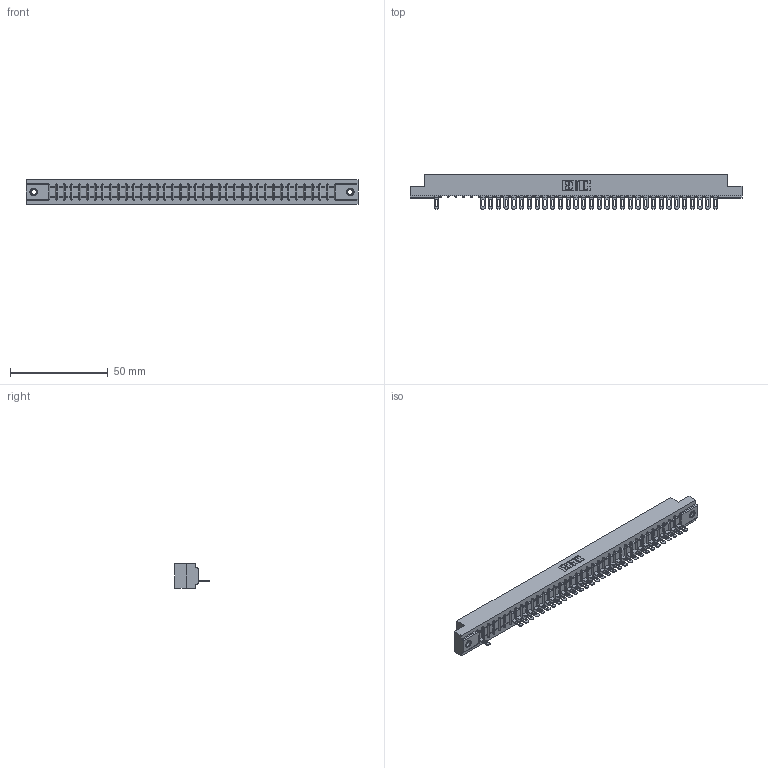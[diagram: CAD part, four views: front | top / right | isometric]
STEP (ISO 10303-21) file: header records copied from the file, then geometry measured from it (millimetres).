
FILE_DESCRIPTION (( 'STEP AP203' ), '1' );
FILE_NAME ('357-037-501-107.STEP', '2018-08-10T07:43:28', ( '' ), ( '' ), 'SwSTEP 2.0', 'SolidWorks 2016', '' );
FILE_SCHEMA (( 'CONFIG_CONTROL_DESIGN' ));
Length unit declared in the file: inch
Products named in the file (4): 357-037-501-107; 307 Part_.156 Dia Mounting Holes; 307-290-002_501; 345-250-001_345-250-005-103
Assembly tree (35 placements, depth 2):
  357-037-501-107
    307 Part_.156 Dia Mounting Holes
    307-290-002_501  x32
    345-250-001_345-250-005-103  x2
Bounding box: 169.62 x 17.42 x 12.7 mm (x, y, z)
Volume: 17984 mm3; surface area: 21824.8 mm2
Topology: 35 solids, 35 shells, 2748 faces, 8395 edges, 5486 vertices
Faces by surface type: plane 1570, cylinder 1086, sphere 76, cone 12, torus 4
Entity records: 34155 total; most frequent: CARTESIAN_POINT 5762, ORIENTED_EDGE 5750, DIRECTION 5609, EDGE_CURVE 2875, LINE 2195, VECTOR 2195, VERTEX_POINT 1860, AXIS2_PLACEMENT_3D 1707
